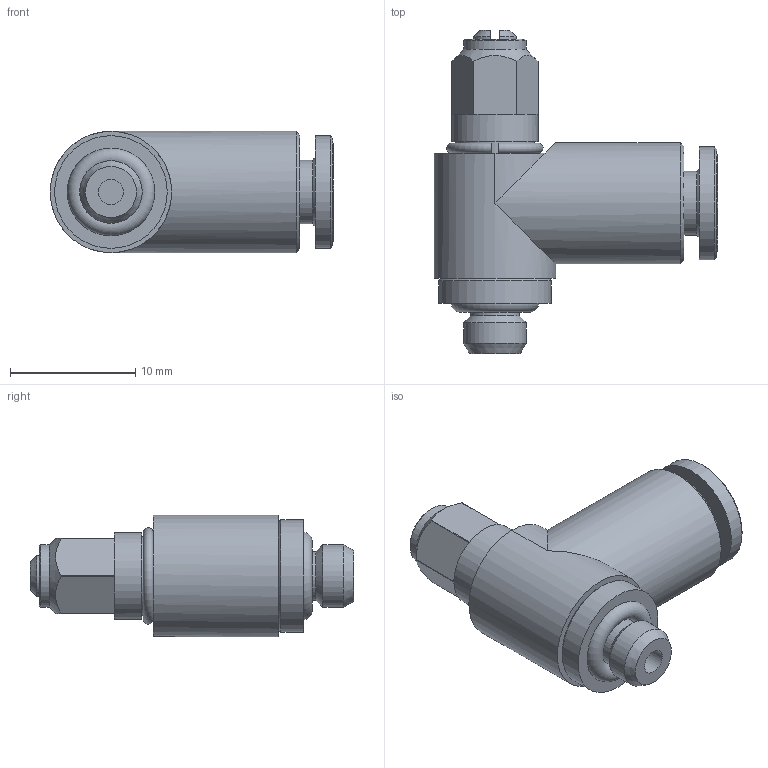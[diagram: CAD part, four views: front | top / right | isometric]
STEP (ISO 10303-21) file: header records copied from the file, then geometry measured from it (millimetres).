
FILE_DESCRIPTION(/* description */ ('STEP AP214'),/* implementation_level */ '2;1');
FILE_NAME(/* name */ '04280C10',/* time_stamp */ '2023-07-12T08:58:14+02:00',/* author */ ('License CC BY-ND 4.0'),/* organization */ ('CADENAS'),/* preprocessor_version */ 'ST-DEVELOPER v19.3',/* originating_system */ 'PARTsolutions',/* authorisation */ ' ');
FILE_SCHEMA (('AUTOMOTIVE_DESIGN {1 0 10303 214 3 1 1}'));
Length unit declared in the file: metre
Products named in the file (3): 04280C10; 04280C10_PART2; 04280C10_PART1
Assembly tree (2 placements, depth 2):
  04280C10
    04280C10_PART2
    04280C10_PART1
Bounding box: 22.65 x 25.8 x 9.7 mm (x, y, z)
Volume: 1962.8 mm3; surface area: 1582.7 mm2
Topology: 2 solids, 2 shells, 228 faces, 574 edges, 380 vertices
Faces by surface type: plane 135, bspline 62, cylinder 17, cone 12, torus 2
Full cylindrical faces by diameter (mm): 2 x1, 3.4 x1, 3.9 x2, 4 x1, 4.15 x1, 5 x2, 5.1 x1, 6.3 x1, 6.9 x1, 9 x2, 9.7 x2
Entity records: 11519 total; most frequent: CARTESIAN_POINT 4966, ORIENTED_EDGE 1072, DIRECTION 796, EDGE_CURVE 536, VERTEX_POINT 370, LINE 340, VECTOR 340, EDGE_LOOP 284
